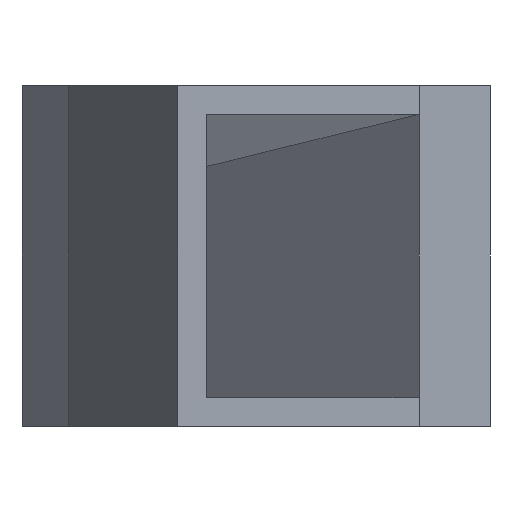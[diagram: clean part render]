
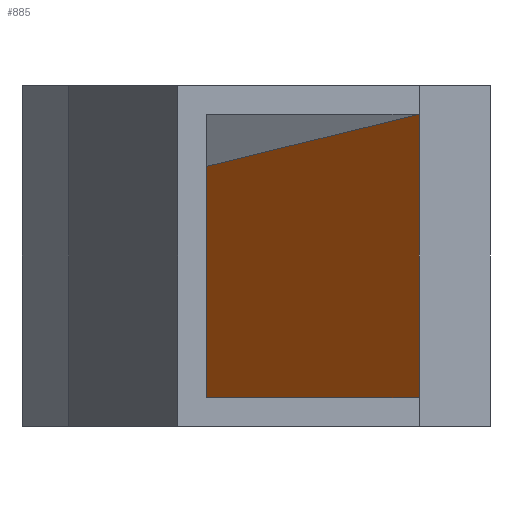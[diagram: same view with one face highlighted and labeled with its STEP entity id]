
A CAD part, left-side view. The second image highlights one B-rep face of the part: STEP entity #885.
In plain terms, the highlighted planar face has unit normal (-0.659, 0.752, 0).
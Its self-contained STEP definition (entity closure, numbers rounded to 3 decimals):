
#22=B_SPLINE_CURVE_WITH_KNOTS('',3,(#1308,#1309,#1310,#1311),
 .UNSPECIFIED.,.F.,.F.,(4,4),(0.,1.),.UNSPECIFIED.);
#29=B_SPLINE_CURVE_WITH_KNOTS('',3,(#1374,#1375,#1376,#1377),
 .UNSPECIFIED.,.F.,.F.,(4,4),(0.,1.),.UNSPECIFIED.);
#98=LINE('',#1391,#205);
#99=LINE('',#1393,#206);
#205=VECTOR('',#1102,1000.);
#206=VECTOR('',#1105,1000.);
#264=PLANE('',#951);
#424=ORIENTED_EDGE('',*,*,#612,.F.);
#425=ORIENTED_EDGE('',*,*,#587,.T.);
#426=ORIENTED_EDGE('',*,*,#611,.T.);
#427=ORIENTED_EDGE('',*,*,#609,.T.);
#587=EDGE_CURVE('',#701,#700,#22,.F.);
#609=EDGE_CURVE('',#708,#711,#29,.F.);
#611=EDGE_CURVE('',#700,#708,#98,.T.);
#612=EDGE_CURVE('',#701,#711,#99,.T.);
#700=VERTEX_POINT('',#1307);
#701=VERTEX_POINT('',#1312);
#708=VERTEX_POINT('',#1352);
#711=VERTEX_POINT('',#1371);
#770=EDGE_LOOP('',(#424,#425,#426,#427));
#831=FACE_BOUND('',#770,.T.);
#885=ADVANCED_FACE('',(#831),#264,.T.);
#951=AXIS2_PLACEMENT_3D('',#1392,#1103,#1104);
#1102=DIRECTION('',(0.742,0.651,-0.16));
#1103=DIRECTION('',(-0.659,0.752,0.));
#1104=DIRECTION('',(-0.752,-0.659,0.));
#1105=DIRECTION('',(0.752,0.659,-0.014));
#1307=CARTESIAN_POINT('',(2.5,5.,22.));
#1308=CARTESIAN_POINT('',(2.5,5.,22.));
#1309=CARTESIAN_POINT('',(2.5,5.,15.333));
#1310=CARTESIAN_POINT('',(2.5,5.,8.667));
#1311=CARTESIAN_POINT('',(2.5,5.,2.));
#1312=CARTESIAN_POINT('',(2.5,5.,2.));
#1352=CARTESIAN_POINT('',(30.254,29.349,16.));
#1371=CARTESIAN_POINT('',(30.254,29.349,1.5));
#1374=CARTESIAN_POINT('',(30.254,29.349,1.5));
#1375=CARTESIAN_POINT('',(30.254,29.349,6.333));
#1376=CARTESIAN_POINT('',(30.254,29.349,11.167));
#1377=CARTESIAN_POINT('',(30.254,29.349,16.));
#1391=CARTESIAN_POINT('',(16.377,17.175,19.));
#1392=CARTESIAN_POINT('',(-1.391,1.586,0.));
#1393=CARTESIAN_POINT('',(2.5,5.,2.));
